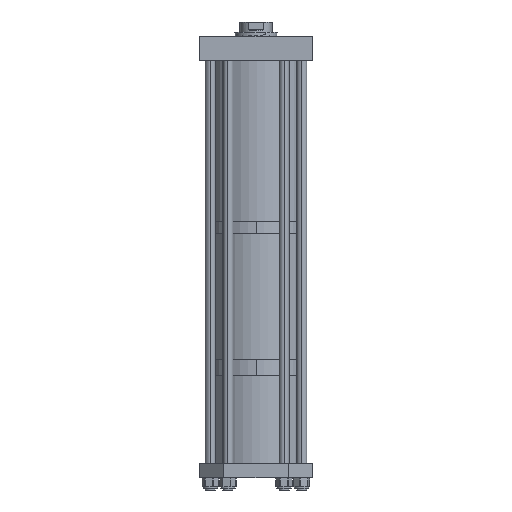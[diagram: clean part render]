
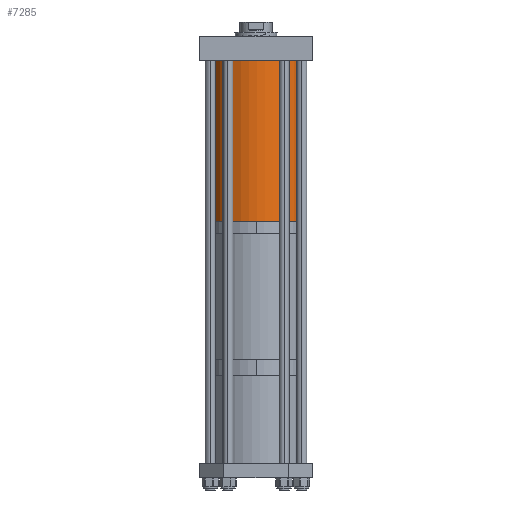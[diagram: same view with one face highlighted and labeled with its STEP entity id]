
A CAD part, left-side view. The second image highlights one B-rep face of the part: STEP entity #7285.
In plain terms, the highlighted cylindrical face has radius 152.4 mm (diameter 304.8 mm), a partial arc.
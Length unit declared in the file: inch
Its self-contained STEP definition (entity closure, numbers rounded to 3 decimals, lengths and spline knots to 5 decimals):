
#89 = VERTEX_POINT ( 'NONE', #4922 ) ;
#629 = CARTESIAN_POINT ( 'NONE',  ( 0., 0., 20.187 ) ) ;
#719 = ORIENTED_EDGE ( 'NONE', *, *, #3084, .T. ) ;
#1295 = CARTESIAN_POINT ( 'NONE',  ( 6., 0., 20.187 ) ) ;
#1406 = VECTOR ( 'NONE', #2426, 39.37008 ) ;
#1899 = VERTEX_POINT ( 'NONE', #6412 ) ;
#2104 = FACE_OUTER_BOUND ( 'NONE', #5897, .T. ) ;
#2113 = LINE ( 'NONE', #5195, #1406 ) ;
#2221 = CARTESIAN_POINT ( 'NONE',  ( 0., 0., 0. ) ) ;
#2405 = ORIENTED_EDGE ( 'NONE', *, *, #6801, .T. ) ;
#2426 = DIRECTION ( 'NONE',  ( 0., 0., -1. ) ) ;
#2567 = EDGE_CURVE ( 'NONE', #1899, #89, #3698, .T. ) ;
#2625 = VERTEX_POINT ( 'NONE', #4818 ) ;
#3084 = EDGE_CURVE ( 'NONE', #2625, #11125, #2113, .T. ) ;
#3085 = CARTESIAN_POINT ( 'NONE',  ( 0., 0., 20.187 ) ) ;
#3135 = DIRECTION ( 'NONE',  ( 1., 0., 0. ) ) ;
#3154 = DIRECTION ( 'NONE',  ( 0., 0., 1. ) ) ;
#3430 = CARTESIAN_POINT ( 'NONE',  ( -6., 0., 0. ) ) ;
#3567 = VECTOR ( 'NONE', #3923, 39.37008 ) ;
#3698 = LINE ( 'NONE', #1295, #3567 ) ;
#3923 = DIRECTION ( 'NONE',  ( 0., 0., -1. ) ) ;
#4009 = DIRECTION ( 'NONE',  ( 0., 0., -1. ) ) ;
#4818 = CARTESIAN_POINT ( 'NONE',  ( -6., 0., 20.187 ) ) ;
#4823 = CIRCLE ( 'NONE', #8398, 6. ) ;
#4922 = CARTESIAN_POINT ( 'NONE',  ( 6., 0., 0. ) ) ;
#5195 = CARTESIAN_POINT ( 'NONE',  ( -6., 0., 20.187 ) ) ;
#5272 = EDGE_CURVE ( 'NONE', #2625, #1899, #4823, .T. ) ;
#5331 = ORIENTED_EDGE ( 'NONE', *, *, #2567, .F. ) ;
#5897 = EDGE_LOOP ( 'NONE', ( #5331, #11481, #719, #2405 ) ) ;
#5946 = DIRECTION ( 'NONE',  ( 1., 0., 0. ) ) ;
#6052 = CYLINDRICAL_SURFACE ( 'NONE', #8416, 6. ) ;
#6412 = CARTESIAN_POINT ( 'NONE',  ( 6., 0., 20.187 ) ) ;
#6801 = EDGE_CURVE ( 'NONE', #11125, #89, #9129, .T. ) ;
#7285 = ADVANCED_FACE ( 'NONE', ( #2104 ), #6052, .T. ) ;
#7803 = AXIS2_PLACEMENT_3D ( 'NONE', #2221, #8577, #3135 ) ;
#8398 = AXIS2_PLACEMENT_3D ( 'NONE', #629, #3154, #5946 ) ;
#8416 = AXIS2_PLACEMENT_3D ( 'NONE', #3085, #4009, #10336 ) ;
#8577 = DIRECTION ( 'NONE',  ( 0., 0., 1. ) ) ;
#9129 = CIRCLE ( 'NONE', #7803, 6. ) ;
#10336 = DIRECTION ( 'NONE',  ( -1., 0., 0. ) ) ;
#11125 = VERTEX_POINT ( 'NONE', #3430 ) ;
#11481 = ORIENTED_EDGE ( 'NONE', *, *, #5272, .F. ) ;
